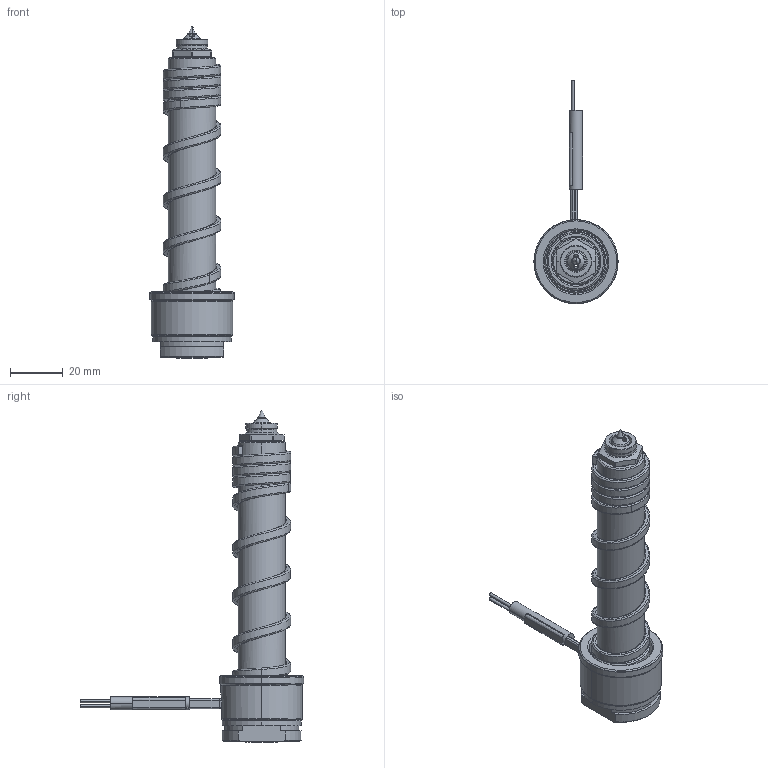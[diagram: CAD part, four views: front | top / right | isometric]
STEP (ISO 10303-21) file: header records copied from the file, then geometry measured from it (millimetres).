
FILE_DESCRIPTION((''),'2;1');
FILE_NAME('SM-126-BKS-N','2014-02-12T',('Íàòàëüÿ'),('IMID'),'PRO/ENGINEER BY PARAMETRIC TECHNOLOGY CORPORATION, 2010480','PRO/ENGINEER BY PARAMETRIC TECHNOLOGY CORPORATION, 2010480','');
FILE_SCHEMA(('CONFIG_CONTROL_DESIGN'));
Length unit declared in the file: millimetre
Products named in the file (1): SM-126-BKS-N
Bounding box: 32 x 85 x 126.2 mm (x, y, z)
Volume: 40801.2 mm3; surface area: 21676.7 mm2
Topology: 1 solids, 9 shells, 339 faces, 880 edges, 524 vertices
Faces by surface type: cylinder 118, cone 64, bspline 57, plane 52, torus 32, revolution 9, extrusion 7
Entity records: 19508 total; most frequent: CARTESIAN_POINT 11611, ORIENTED_EDGE 1716, DIRECTION 1530, EDGE_CURVE 870, AXIS2_PLACEMENT_3D 607, VERTEX_POINT 524, EDGE_LOOP 362, CIRCLE 340
